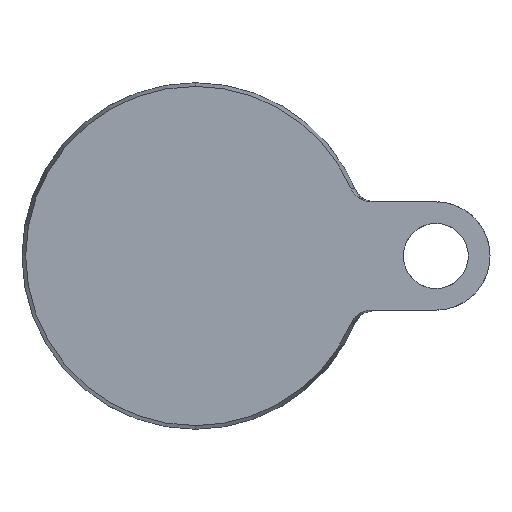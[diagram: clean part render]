
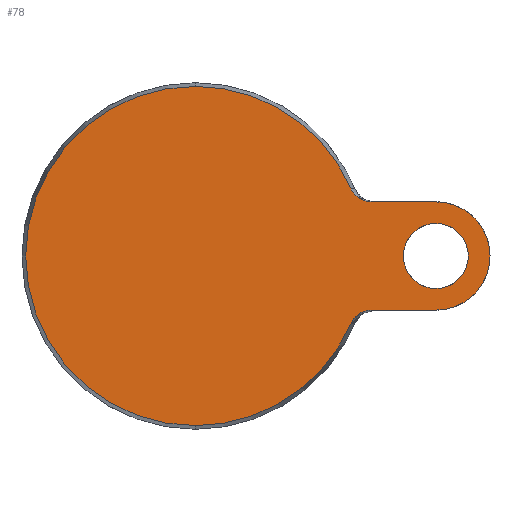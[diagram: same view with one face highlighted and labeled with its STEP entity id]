
A CAD part, front view. The second image highlights one B-rep face of the part: STEP entity #78.
In plain terms, the highlighted planar face has unit normal (0, -1, 0).
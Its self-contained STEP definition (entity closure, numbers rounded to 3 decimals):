
#11 = CARTESIAN_POINT ( 'NONE',  ( 37.598, 0., 13.453 ) ) ;
#17 = VERTEX_POINT ( 'NONE', #24 ) ;
#19 = DIRECTION ( 'NONE',  ( 0., 1., 0. ) ) ;
#24 = CARTESIAN_POINT ( 'NONE',  ( 0., 0., 39.143 ) ) ;
#29 = CARTESIAN_POINT ( 'NONE',  ( 40.579, 0., -12.5 ) ) ;
#35 = CARTESIAN_POINT ( 'NONE',  ( 36.388, 0., 14.659 ) ) ;
#43 = EDGE_CURVE ( 'NONE', #1228, #1003, #648, .T. ) ;
#45 = CARTESIAN_POINT ( 'NONE',  ( 36.124, 0., 15.081 ) ) ;
#52 = CARTESIAN_POINT ( 'NONE',  ( 0., 0., 0. ) ) ;
#65 = AXIS2_PLACEMENT_3D ( 'NONE', #641, #141, #615 ) ;
#78 = ADVANCED_FACE ( 'NONE', ( #544, #758 ), #873, .F. ) ;
#123 = CARTESIAN_POINT ( 'NONE',  ( 38.221, 0., 13.07 ) ) ;
#126 = EDGE_CURVE ( 'NONE', #17, #1048, #750, .T. ) ;
#141 = DIRECTION ( 'NONE',  ( 0., 1., 0. ) ) ;
#152 = AXIS2_PLACEMENT_3D ( 'NONE', #1113, #165, #777 ) ;
#154 = ORIENTED_EDGE ( 'NONE', *, *, #1062, .T. ) ;
#161 = CARTESIAN_POINT ( 'NONE',  ( 36.381, 0., -14.668 ) ) ;
#165 = DIRECTION ( 'NONE',  ( 0., 1., 0. ) ) ;
#171 = DIRECTION ( 'NONE',  ( 0., 0., 1. ) ) ;
#196 = DIRECTION ( 'NONE',  ( 0., -1., 0. ) ) ;
#234 = CARTESIAN_POINT ( 'NONE',  ( 38.665, 0., 12.866 ) ) ;
#257 = CARTESIAN_POINT ( 'NONE',  ( 38.218, 0., -13.072 ) ) ;
#261 = CARTESIAN_POINT ( 'NONE',  ( 40.579, 0., -12.5 ) ) ;
#298 = EDGE_CURVE ( 'NONE', #719, #653, #682, .T. ) ;
#308 = DIRECTION ( 'NONE',  ( 0., -1., 0. ) ) ;
#330 = CIRCLE ( 'NONE', #1267, 7.5 ) ;
#348 = CARTESIAN_POINT ( 'NONE',  ( 40.085, 0., 12.5 ) ) ;
#368 = CARTESIAN_POINT ( 'NONE',  ( 37.591, 0., -13.458 ) ) ;
#369 = VERTEX_POINT ( 'NONE', #383 ) ;
#383 = CARTESIAN_POINT ( 'NONE',  ( 40.579, 0., 12.5 ) ) ;
#384 = CARTESIAN_POINT ( 'NONE',  ( 55.5, 0., 12.5 ) ) ;
#448 = VECTOR ( 'NONE', #1127, 1000. ) ;
#475 = AXIS2_PLACEMENT_3D ( 'NONE', #769, #1004, #171 ) ;
#504 = DIRECTION ( 'NONE',  ( 1., 0., 0. ) ) ;
#540 = CARTESIAN_POINT ( 'NONE',  ( 35.928, 0., -15.535 ) ) ;
#544 = FACE_OUTER_BOUND ( 'NONE', #1337, .T. ) ;
#569 = CARTESIAN_POINT ( 'NONE',  ( 55.5, 0., 7.5 ) ) ;
#584 = CARTESIAN_POINT ( 'NONE',  ( 35.928, 0., 15.535 ) ) ;
#593 = CARTESIAN_POINT ( 'NONE',  ( 38.008, 0., 13.187 ) ) ;
#599 = CARTESIAN_POINT ( 'NONE',  ( 55.5, 0., 0. ) ) ;
#610 = B_SPLINE_CURVE_WITH_KNOTS ( 'NONE', 3,
 ( #1199, #838, #161, #635, #970, #628, #368, #1284, #257, #1310, #1080, #744, #848, #29 ),
 .UNSPECIFIED., .F., .F.,
 ( 4, 2, 2, 2, 2, 2, 4 ),
 ( 0., 0.001, 0.002, 0.003, 0.004, 0.004, 0.006 ),
 .UNSPECIFIED. ) ;
#615 = DIRECTION ( 'NONE',  ( 0., 0., -1. ) ) ;
#628 = CARTESIAN_POINT ( 'NONE',  ( 37.397, 0., -13.606 ) ) ;
#635 = CARTESIAN_POINT ( 'NONE',  ( 36.857, 0., -14.106 ) ) ;
#641 = CARTESIAN_POINT ( 'NONE',  ( 55.5, 0., 0. ) ) ;
#648 = CIRCLE ( 'NONE', #475, 7.5 ) ;
#653 = VERTEX_POINT ( 'NONE', #261 ) ;
#661 = ORIENTED_EDGE ( 'NONE', *, *, #731, .T. ) ;
#682 = LINE ( 'NONE', #1244, #448 ) ;
#688 = ORIENTED_EDGE ( 'NONE', *, *, #43, .T. ) ;
#707 = CIRCLE ( 'NONE', #1166, 39.143 ) ;
#719 = VERTEX_POINT ( 'NONE', #1418 ) ;
#730 = CIRCLE ( 'NONE', #65, 12.5 ) ;
#731 = EDGE_CURVE ( 'NONE', #1431, #17, #707, .T. ) ;
#737 = CARTESIAN_POINT ( 'NONE',  ( 55.5, 0., -7.5 ) ) ;
#744 = CARTESIAN_POINT ( 'NONE',  ( 39.592, 0., -12.572 ) ) ;
#750 = CIRCLE ( 'NONE', #1328, 39.143 ) ;
#753 = DIRECTION ( 'NONE',  ( 0., -1., 0. ) ) ;
#758 = FACE_BOUND ( 'NONE', #1341, .T. ) ;
#769 = CARTESIAN_POINT ( 'NONE',  ( 55.5, 0., 0. ) ) ;
#777 = DIRECTION ( 'NONE',  ( 0., 0., 1. ) ) ;
#817 = CARTESIAN_POINT ( 'NONE',  ( 39.603, 0., 12.57 ) ) ;
#825 = ORIENTED_EDGE ( 'NONE', *, *, #1175, .F. ) ;
#833 = CARTESIAN_POINT ( 'NONE',  ( 0., 0., -39.143 ) ) ;
#838 = CARTESIAN_POINT ( 'NONE',  ( 36.124, 0., -15.081 ) ) ;
#848 = CARTESIAN_POINT ( 'NONE',  ( 40.085, 0., -12.5 ) ) ;
#854 = LINE ( 'NONE', #1420, #868 ) ;
#860 = CARTESIAN_POINT ( 'NONE',  ( 36.861, 0., 14.101 ) ) ;
#868 = VECTOR ( 'NONE', #504, 1000. ) ;
#873 = PLANE ( 'NONE',  #152 ) ;
#876 = B_SPLINE_CURVE_WITH_KNOTS ( 'NONE', 3,
 ( #927, #348, #817, #1047, #234, #123, #593, #11, #946, #1278, #860, #35, #45, #976 ),
 .UNSPECIFIED., .F., .F.,
 ( 4, 2, 2, 2, 2, 2, 4 ),
 ( 0., 0.001, 0.002, 0.003, 0.004, 0.004, 0.006 ),
 .UNSPECIFIED. ) ;
#927 = CARTESIAN_POINT ( 'NONE',  ( 40.579, 0., 12.5 ) ) ;
#946 = CARTESIAN_POINT ( 'NONE',  ( 37.4, 0., 13.603 ) ) ;
#957 = ORIENTED_EDGE ( 'NONE', *, *, #298, .F. ) ;
#970 = CARTESIAN_POINT ( 'NONE',  ( 37.031, 0., -13.929 ) ) ;
#976 = CARTESIAN_POINT ( 'NONE',  ( 35.928, 0., 15.535 ) ) ;
#1003 = VERTEX_POINT ( 'NONE', #569 ) ;
#1004 = DIRECTION ( 'NONE',  ( 0., 1., 0. ) ) ;
#1012 = AXIS2_PLACEMENT_3D ( 'NONE', #52, #753, #1294 ) ;
#1047 = CARTESIAN_POINT ( 'NONE',  ( 38.897, 0., 12.778 ) ) ;
#1048 = VERTEX_POINT ( 'NONE', #833 ) ;
#1062 = EDGE_CURVE ( 'NONE', #1003, #1228, #330, .T. ) ;
#1065 = CARTESIAN_POINT ( 'NONE',  ( 0., 0., 0. ) ) ;
#1080 = CARTESIAN_POINT ( 'NONE',  ( 38.891, 0., -12.781 ) ) ;
#1089 = DIRECTION ( 'NONE',  ( 0., 0., -1. ) ) ;
#1113 = CARTESIAN_POINT ( 'NONE',  ( -39.143, 0., 0. ) ) ;
#1123 = ORIENTED_EDGE ( 'NONE', *, *, #126, .T. ) ;
#1127 = DIRECTION ( 'NONE',  ( -1., 0., 0. ) ) ;
#1163 = EDGE_CURVE ( 'NONE', #369, #1431, #876, .T. ) ;
#1166 = AXIS2_PLACEMENT_3D ( 'NONE', #1065, #308, #1437 ) ;
#1171 = EDGE_CURVE ( 'NONE', #369, #1185, #854, .T. ) ;
#1175 = EDGE_CURVE ( 'NONE', #1185, #719, #730, .T. ) ;
#1185 = VERTEX_POINT ( 'NONE', #384 ) ;
#1196 = EDGE_CURVE ( 'NONE', #1048, #1292, #1455, .T. ) ;
#1199 = CARTESIAN_POINT ( 'NONE',  ( 35.928, 0., -15.535 ) ) ;
#1222 = ORIENTED_EDGE ( 'NONE', *, *, #1196, .T. ) ;
#1228 = VERTEX_POINT ( 'NONE', #737 ) ;
#1231 = EDGE_CURVE ( 'NONE', #1292, #653, #610, .T. ) ;
#1244 = CARTESIAN_POINT ( 'NONE',  ( 15., 0., -12.5 ) ) ;
#1249 = DIRECTION ( 'NONE',  ( 0., 0., 1. ) ) ;
#1255 = ORIENTED_EDGE ( 'NONE', *, *, #1171, .F. ) ;
#1267 = AXIS2_PLACEMENT_3D ( 'NONE', #599, #19, #1249 ) ;
#1268 = ORIENTED_EDGE ( 'NONE', *, *, #1163, .T. ) ;
#1278 = CARTESIAN_POINT ( 'NONE',  ( 37.032, 0., 13.927 ) ) ;
#1284 = CARTESIAN_POINT ( 'NONE',  ( 38., 0., -13.192 ) ) ;
#1292 = VERTEX_POINT ( 'NONE', #540 ) ;
#1294 = DIRECTION ( 'NONE',  ( 0., 0., -1. ) ) ;
#1310 = CARTESIAN_POINT ( 'NONE',  ( 38.663, 0., -12.866 ) ) ;
#1315 = CARTESIAN_POINT ( 'NONE',  ( 0., 0., 0. ) ) ;
#1318 = ORIENTED_EDGE ( 'NONE', *, *, #1231, .T. ) ;
#1328 = AXIS2_PLACEMENT_3D ( 'NONE', #1315, #196, #1089 ) ;
#1337 = EDGE_LOOP ( 'NONE', ( #1255, #1268, #661, #1123, #1222, #1318, #957, #825 ) ) ;
#1341 = EDGE_LOOP ( 'NONE', ( #688, #154 ) ) ;
#1418 = CARTESIAN_POINT ( 'NONE',  ( 55.5, 0., -12.5 ) ) ;
#1420 = CARTESIAN_POINT ( 'NONE',  ( 15., 0., 12.5 ) ) ;
#1431 = VERTEX_POINT ( 'NONE', #584 ) ;
#1437 = DIRECTION ( 'NONE',  ( 0., 0., -1. ) ) ;
#1455 = CIRCLE ( 'NONE', #1012, 39.143 ) ;
